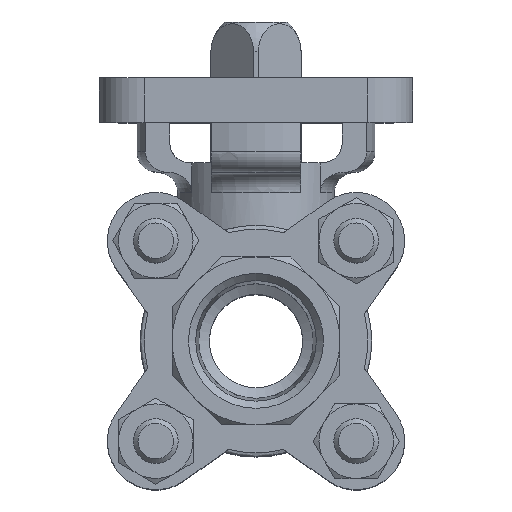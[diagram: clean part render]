
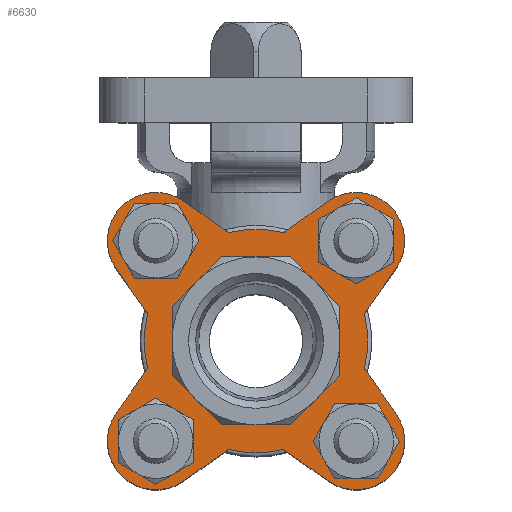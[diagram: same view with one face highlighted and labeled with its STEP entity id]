
A CAD part, top view. The second image highlights one B-rep face of the part: STEP entity #6630.
In plain terms, the highlighted planar face has unit normal (0, 0, 1).
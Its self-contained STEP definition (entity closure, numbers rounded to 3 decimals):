
#76=LINE('',#10521,#399);
#77=LINE('',#10525,#400);
#78=LINE('',#10529,#401);
#79=LINE('',#10533,#402);
#80=LINE('',#10537,#403);
#81=LINE('',#10541,#404);
#82=LINE('',#10545,#405);
#83=LINE('',#10549,#406);
#84=LINE('',#10552,#407);
#85=LINE('',#10555,#408);
#86=LINE('',#10557,#409);
#87=LINE('',#10559,#410);
#88=LINE('',#10561,#411);
#89=LINE('',#10563,#412);
#90=LINE('',#10565,#413);
#91=LINE('',#10567,#414);
#399=VECTOR('',#8096,1000.);
#400=VECTOR('',#8099,1000.);
#401=VECTOR('',#8102,1000.);
#402=VECTOR('',#8105,1000.);
#403=VECTOR('',#8108,1000.);
#404=VECTOR('',#8111,1000.);
#405=VECTOR('',#8114,1000.);
#406=VECTOR('',#8117,1000.);
#407=VECTOR('',#8120,1000.);
#408=VECTOR('',#8121,1000.);
#409=VECTOR('',#8122,1000.);
#410=VECTOR('',#8123,1000.);
#411=VECTOR('',#8124,1000.);
#412=VECTOR('',#8125,1000.);
#413=VECTOR('',#8126,1000.);
#414=VECTOR('',#8127,1000.);
#807=PLANE('',#7150);
#1046=CIRCLE('',#7151,15.);
#1047=CIRCLE('',#7152,6.5);
#1048=CIRCLE('',#7153,15.);
#1049=CIRCLE('',#7154,6.5);
#1050=CIRCLE('',#7155,15.);
#1051=CIRCLE('',#7156,6.5);
#1052=CIRCLE('',#7157,15.);
#1053=CIRCLE('',#7158,6.5);
#1054=CIRCLE('',#7159,4.5);
#1055=CIRCLE('',#7160,4.5);
#1056=CIRCLE('',#7161,4.5);
#1057=CIRCLE('',#7162,4.5);
#1559=ORIENTED_EDGE('',*,*,#3579,.F.);
#1560=ORIENTED_EDGE('',*,*,#3580,.T.);
#1561=ORIENTED_EDGE('',*,*,#3581,.T.);
#1562=ORIENTED_EDGE('',*,*,#3582,.T.);
#1563=ORIENTED_EDGE('',*,*,#3583,.F.);
#1564=ORIENTED_EDGE('',*,*,#3584,.T.);
#1565=ORIENTED_EDGE('',*,*,#3585,.T.);
#1566=ORIENTED_EDGE('',*,*,#3586,.T.);
#1567=ORIENTED_EDGE('',*,*,#3587,.F.);
#1568=ORIENTED_EDGE('',*,*,#3588,.T.);
#1569=ORIENTED_EDGE('',*,*,#3589,.T.);
#1570=ORIENTED_EDGE('',*,*,#3590,.T.);
#1571=ORIENTED_EDGE('',*,*,#3591,.F.);
#1572=ORIENTED_EDGE('',*,*,#3592,.T.);
#1573=ORIENTED_EDGE('',*,*,#3593,.T.);
#1574=ORIENTED_EDGE('',*,*,#3594,.T.);
#1575=ORIENTED_EDGE('',*,*,#3595,.F.);
#1576=ORIENTED_EDGE('',*,*,#3596,.F.);
#1577=ORIENTED_EDGE('',*,*,#3597,.F.);
#1578=ORIENTED_EDGE('',*,*,#3598,.F.);
#1579=ORIENTED_EDGE('',*,*,#3599,.F.);
#1580=ORIENTED_EDGE('',*,*,#3600,.F.);
#1581=ORIENTED_EDGE('',*,*,#3601,.F.);
#1582=ORIENTED_EDGE('',*,*,#3602,.F.);
#1583=ORIENTED_EDGE('',*,*,#3603,.F.);
#1584=ORIENTED_EDGE('',*,*,#3604,.F.);
#1585=ORIENTED_EDGE('',*,*,#3605,.F.);
#1586=ORIENTED_EDGE('',*,*,#3606,.F.);
#3579=EDGE_CURVE('',#4556,#4557,#1046,.T.);
#3580=EDGE_CURVE('',#4556,#4558,#76,.T.);
#3581=EDGE_CURVE('',#4558,#4559,#1047,.T.);
#3582=EDGE_CURVE('',#4559,#4560,#77,.T.);
#3583=EDGE_CURVE('',#4561,#4560,#1048,.T.);
#3584=EDGE_CURVE('',#4561,#4562,#78,.T.);
#3585=EDGE_CURVE('',#4562,#4563,#1049,.T.);
#3586=EDGE_CURVE('',#4563,#4564,#79,.T.);
#3587=EDGE_CURVE('',#4565,#4564,#1050,.T.);
#3588=EDGE_CURVE('',#4565,#4566,#80,.T.);
#3589=EDGE_CURVE('',#4566,#4567,#1051,.T.);
#3590=EDGE_CURVE('',#4567,#4568,#81,.T.);
#3591=EDGE_CURVE('',#4569,#4568,#1052,.T.);
#3592=EDGE_CURVE('',#4569,#4570,#82,.T.);
#3593=EDGE_CURVE('',#4570,#4571,#1053,.T.);
#3594=EDGE_CURVE('',#4571,#4557,#83,.T.);
#3595=EDGE_CURVE('',#4572,#4572,#1054,.F.);
#3596=EDGE_CURVE('',#4573,#4574,#84,.T.);
#3597=EDGE_CURVE('',#4575,#4573,#85,.T.);
#3598=EDGE_CURVE('',#4576,#4575,#86,.T.);
#3599=EDGE_CURVE('',#4577,#4576,#87,.T.);
#3600=EDGE_CURVE('',#4578,#4577,#88,.T.);
#3601=EDGE_CURVE('',#4579,#4578,#89,.T.);
#3602=EDGE_CURVE('',#4580,#4579,#90,.T.);
#3603=EDGE_CURVE('',#4574,#4580,#91,.T.);
#3604=EDGE_CURVE('',#4581,#4581,#1055,.F.);
#3605=EDGE_CURVE('',#4582,#4582,#1056,.F.);
#3606=EDGE_CURVE('',#4583,#4583,#1057,.F.);
#4556=VERTEX_POINT('',#10519);
#4557=VERTEX_POINT('',#10520);
#4558=VERTEX_POINT('',#10522);
#4559=VERTEX_POINT('',#10524);
#4560=VERTEX_POINT('',#10526);
#4561=VERTEX_POINT('',#10528);
#4562=VERTEX_POINT('',#10530);
#4563=VERTEX_POINT('',#10532);
#4564=VERTEX_POINT('',#10534);
#4565=VERTEX_POINT('',#10536);
#4566=VERTEX_POINT('',#10538);
#4567=VERTEX_POINT('',#10540);
#4568=VERTEX_POINT('',#10542);
#4569=VERTEX_POINT('',#10544);
#4570=VERTEX_POINT('',#10546);
#4571=VERTEX_POINT('',#10548);
#4572=VERTEX_POINT('',#10551);
#4573=VERTEX_POINT('',#10553);
#4574=VERTEX_POINT('',#10554);
#4575=VERTEX_POINT('',#10556);
#4576=VERTEX_POINT('',#10558);
#4577=VERTEX_POINT('',#10560);
#4578=VERTEX_POINT('',#10562);
#4579=VERTEX_POINT('',#10564);
#4580=VERTEX_POINT('',#10566);
#4581=VERTEX_POINT('',#10569);
#4582=VERTEX_POINT('',#10571);
#4583=VERTEX_POINT('',#10573);
#5461=EDGE_LOOP('',(#1559,#1560,#1561,#1562,#1563,#1564,#1565,#1566,#1567,
#1568,#1569,#1570,#1571,#1572,#1573,#1574));
#5462=EDGE_LOOP('',(#1575));
#5463=EDGE_LOOP('',(#1576,#1577,#1578,#1579,#1580,#1581,#1582,#1583));
#5464=EDGE_LOOP('',(#1584));
#5465=EDGE_LOOP('',(#1585));
#5466=EDGE_LOOP('',(#1586));
#5990=FACE_BOUND('',#5461,.T.);
#5991=FACE_BOUND('',#5462,.T.);
#5992=FACE_BOUND('',#5463,.T.);
#5993=FACE_BOUND('',#5464,.T.);
#5994=FACE_BOUND('',#5465,.T.);
#5995=FACE_BOUND('',#5466,.T.);
#6630=ADVANCED_FACE('',(#5990,#5991,#5992,#5993,#5994,#5995),#807,.F.);
#7150=AXIS2_PLACEMENT_3D('',#10517,#8092,#8093);
#7151=AXIS2_PLACEMENT_3D('',#10518,#8094,#8095);
#7152=AXIS2_PLACEMENT_3D('',#10523,#8097,#8098);
#7153=AXIS2_PLACEMENT_3D('',#10527,#8100,#8101);
#7154=AXIS2_PLACEMENT_3D('',#10531,#8103,#8104);
#7155=AXIS2_PLACEMENT_3D('',#10535,#8106,#8107);
#7156=AXIS2_PLACEMENT_3D('',#10539,#8109,#8110);
#7157=AXIS2_PLACEMENT_3D('',#10543,#8112,#8113);
#7158=AXIS2_PLACEMENT_3D('',#10547,#8115,#8116);
#7159=AXIS2_PLACEMENT_3D('',#10550,#8118,#8119);
#7160=AXIS2_PLACEMENT_3D('',#10568,#8128,#8129);
#7161=AXIS2_PLACEMENT_3D('',#10570,#8130,#8131);
#7162=AXIS2_PLACEMENT_3D('',#10572,#8132,#8133);
#8092=DIRECTION('',(0.,0.,-1.));
#8093=DIRECTION('',(-1.,0.,0.));
#8094=DIRECTION('',(0.,0.,-1.));
#8095=DIRECTION('',(-1.,0.,0.));
#8096=DIRECTION('',(-0.819,0.574,0.));
#8097=DIRECTION('',(0.,0.,1.));
#8098=DIRECTION('',(1.,0.,0.));
#8099=DIRECTION('',(0.574,-0.819,0.));
#8100=DIRECTION('',(0.,0.,-1.));
#8101=DIRECTION('',(-1.,0.,0.));
#8102=DIRECTION('',(-0.574,-0.819,0.));
#8103=DIRECTION('',(0.,0.,1.));
#8104=DIRECTION('',(1.,0.,0.));
#8105=DIRECTION('',(0.819,0.574,0.));
#8106=DIRECTION('',(0.,0.,-1.));
#8107=DIRECTION('',(-1.,0.,0.));
#8108=DIRECTION('',(0.819,-0.574,0.));
#8109=DIRECTION('',(0.,0.,1.));
#8110=DIRECTION('',(1.,0.,0.));
#8111=DIRECTION('',(-0.574,0.819,0.));
#8112=DIRECTION('',(0.,0.,-1.));
#8113=DIRECTION('',(-1.,0.,0.));
#8114=DIRECTION('',(0.574,0.819,0.));
#8115=DIRECTION('',(0.,0.,1.));
#8116=DIRECTION('',(1.,0.,0.));
#8117=DIRECTION('',(-0.819,-0.574,0.));
#8118=DIRECTION('',(0.,0.,-1.));
#8119=DIRECTION('',(-1.,0.,0.));
#8120=DIRECTION('',(-0.707,-0.707,0.));
#8121=DIRECTION('',(-1.,0.,0.));
#8122=DIRECTION('',(-0.707,0.707,0.));
#8123=DIRECTION('',(0.,1.,0.));
#8124=DIRECTION('',(0.707,0.707,0.));
#8125=DIRECTION('',(1.,0.,0.));
#8126=DIRECTION('',(0.707,-0.707,0.));
#8127=DIRECTION('',(0.,-1.,0.));
#8128=DIRECTION('',(0.,0.,-1.));
#8129=DIRECTION('',(-1.,0.,0.));
#8130=DIRECTION('',(0.,0.,-1.));
#8131=DIRECTION('',(-1.,0.,0.));
#8132=DIRECTION('',(0.,0.,-1.));
#8133=DIRECTION('',(-1.,0.,0.));
#10517=CARTESIAN_POINT('',(0.,0.,17.8));
#10518=CARTESIAN_POINT('',(0.,0.,17.8));
#10519=CARTESIAN_POINT('',(-3.682,14.541,17.8));
#10520=CARTESIAN_POINT('',(3.682,14.541,17.8));
#10521=CARTESIAN_POINT('',(0.,11.963,17.8));
#10522=CARTESIAN_POINT('',(-9.707,18.76,17.8));
#10523=CARTESIAN_POINT('',(-13.435,13.435,17.8));
#10524=CARTESIAN_POINT('',(-18.76,9.707,17.8));
#10525=CARTESIAN_POINT('',(-18.76,9.707,17.8));
#10526=CARTESIAN_POINT('',(-14.541,3.682,17.8));
#10527=CARTESIAN_POINT('',(0.,0.,17.8));
#10528=CARTESIAN_POINT('',(-14.541,-3.682,17.8));
#10529=CARTESIAN_POINT('',(-11.963,0.,17.8));
#10530=CARTESIAN_POINT('',(-18.76,-9.707,17.8));
#10531=CARTESIAN_POINT('',(-13.435,-13.435,17.8));
#10532=CARTESIAN_POINT('',(-9.707,-18.76,17.8));
#10533=CARTESIAN_POINT('',(-9.707,-18.76,17.8));
#10534=CARTESIAN_POINT('',(-3.682,-14.541,17.8));
#10535=CARTESIAN_POINT('',(0.,0.,17.8));
#10536=CARTESIAN_POINT('',(3.682,-14.541,17.8));
#10537=CARTESIAN_POINT('',(0.,-11.963,17.8));
#10538=CARTESIAN_POINT('',(9.707,-18.76,17.8));
#10539=CARTESIAN_POINT('',(13.435,-13.435,17.8));
#10540=CARTESIAN_POINT('',(18.76,-9.707,17.8));
#10541=CARTESIAN_POINT('',(18.76,-9.707,17.8));
#10542=CARTESIAN_POINT('',(14.541,-3.682,17.8));
#10543=CARTESIAN_POINT('',(0.,0.,17.8));
#10544=CARTESIAN_POINT('',(14.541,3.682,17.8));
#10545=CARTESIAN_POINT('',(11.963,0.,17.8));
#10546=CARTESIAN_POINT('',(18.76,9.707,17.8));
#10547=CARTESIAN_POINT('',(13.435,13.435,17.8));
#10548=CARTESIAN_POINT('',(9.707,18.76,17.8));
#10549=CARTESIAN_POINT('',(9.707,18.76,17.8));
#10550=CARTESIAN_POINT('',(-13.435,13.435,17.8));
#10551=CARTESIAN_POINT('',(-17.935,13.435,17.8));
#10552=CARTESIAN_POINT('',(-7.955,7.955,17.8));
#10553=CARTESIAN_POINT('',(-4.66,11.25,17.8));
#10554=CARTESIAN_POINT('',(-11.25,4.66,17.8));
#10555=CARTESIAN_POINT('',(0.,11.25,17.8));
#10556=CARTESIAN_POINT('',(4.66,11.25,17.8));
#10557=CARTESIAN_POINT('',(7.955,7.955,17.8));
#10558=CARTESIAN_POINT('',(11.25,4.66,17.8));
#10559=CARTESIAN_POINT('',(11.25,0.,17.8));
#10560=CARTESIAN_POINT('',(11.25,-4.66,17.8));
#10561=CARTESIAN_POINT('',(7.955,-7.955,17.8));
#10562=CARTESIAN_POINT('',(4.66,-11.25,17.8));
#10563=CARTESIAN_POINT('',(0.,-11.25,17.8));
#10564=CARTESIAN_POINT('',(-4.66,-11.25,17.8));
#10565=CARTESIAN_POINT('',(-7.955,-7.955,17.8));
#10566=CARTESIAN_POINT('',(-11.25,-4.66,17.8));
#10567=CARTESIAN_POINT('',(-11.25,0.,17.8));
#10568=CARTESIAN_POINT('',(-13.435,-13.435,17.8));
#10569=CARTESIAN_POINT('',(-17.935,-13.435,17.8));
#10570=CARTESIAN_POINT('',(13.435,-13.435,17.8));
#10571=CARTESIAN_POINT('',(8.935,-13.435,17.8));
#10572=CARTESIAN_POINT('',(13.435,13.435,17.8));
#10573=CARTESIAN_POINT('',(8.935,13.435,17.8));
